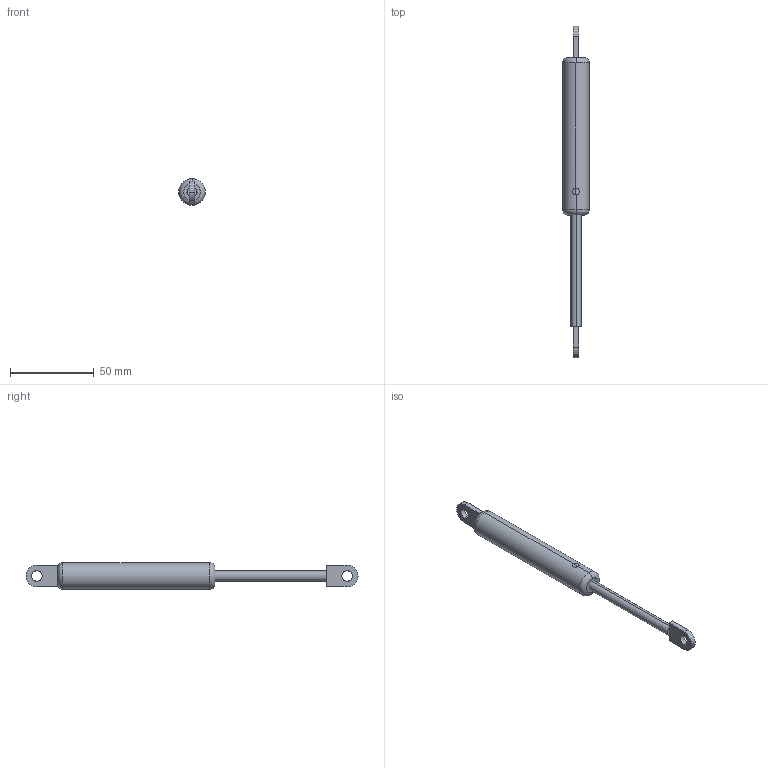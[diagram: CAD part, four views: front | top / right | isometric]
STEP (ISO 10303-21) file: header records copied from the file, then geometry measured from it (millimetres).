
FILE_DESCRIPTION (( 'STEP AP214' ), '1' );
FILE_NAME ('49316~0.STEP', '2020-02-18T13:02:26', ( '' ), ( '' ), 'SwSTEP 2.0', 'SolidWorks 2018', '' );
FILE_SCHEMA (( 'AUTOMOTIVE_DESIGN' ));
Length unit declared in the file: millimetre
Products named in the file (3): 49316~0; K_02038~0; K_02037~0
Assembly tree (2 placements, depth 2):
  49316~0
    K_02037~0
    K_02038~0
Bounding box: 15.8 x 198.5 x 15.8 mm (x, y, z)
Volume: 21694.5 mm3; surface area: 7649.1 mm2
Topology: 2 solids, 2 shells, 37 faces, 85 edges, 52 vertices
Faces by surface type: plane 19, cylinder 14, torus 4
Entity records: 1236 total; most frequent: CARTESIAN_POINT 232, DIRECTION 207, ORIENTED_EDGE 170, EDGE_CURVE 85, AXIS2_PLACEMENT_3D 82, VERTEX_POINT 52, LINE 43, VECTOR 43
